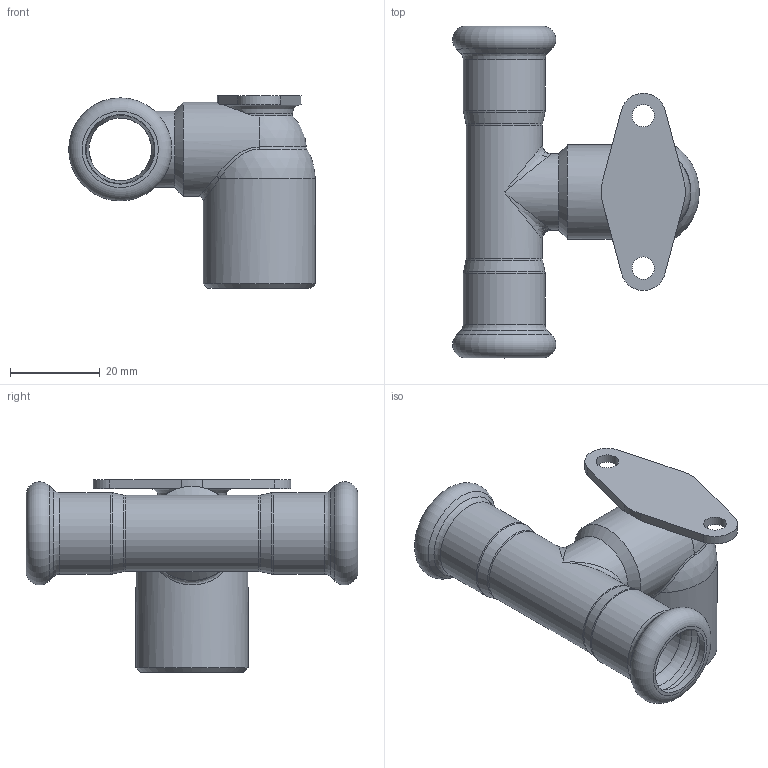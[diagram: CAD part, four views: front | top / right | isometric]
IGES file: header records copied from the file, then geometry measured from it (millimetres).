
Global section: file name: No Iges File Name specified; native system: Autodesk Inventor 2012; preprocessor: AutoDesk Inventor Iges Exporter R2012; author: frosmini; date: 20130502.114735; units: millimetre
Bounding box: 55 x 74 x 43 mm (x, y, z)
Volume: 18396.3 mm3; surface area: 15777.6 mm2
Topology: 1 solids, 1 shells, 68 faces, 158 edges, 89 vertices
Faces by surface type: revolution 26, plane 12, cylinder 11, cone 6, torus 6, bspline 5, sphere 2
Full cylindrical faces by diameter (mm): 17 x2, 18.2 x2, 21 x1, 25 x1
